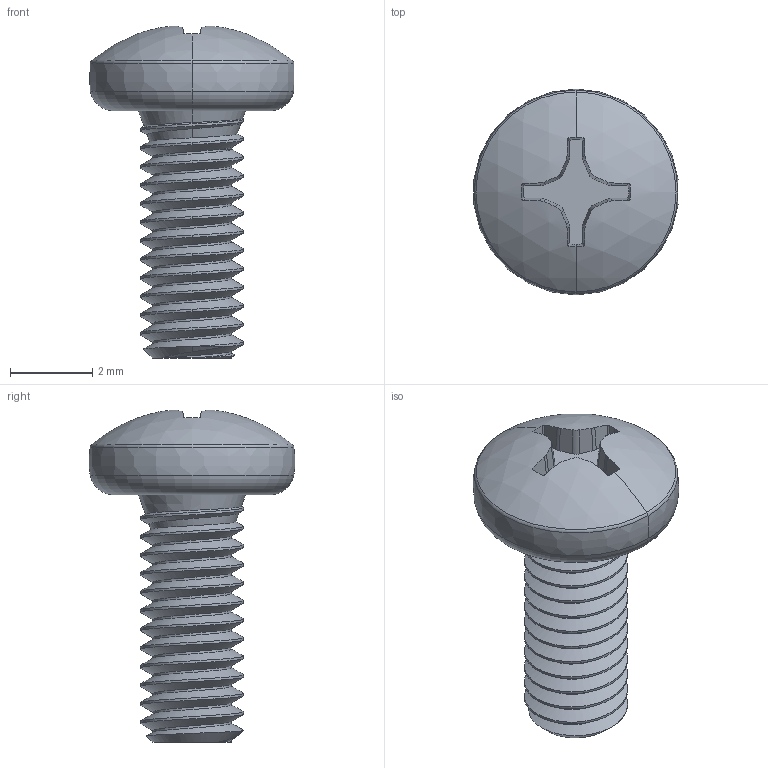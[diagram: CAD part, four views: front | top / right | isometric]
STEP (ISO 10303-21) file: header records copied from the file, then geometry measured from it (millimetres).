
FILE_DESCRIPTION (( 'STEP AP203' ), '1' );
FILE_NAME ('92000A104_Passivated 18-8 Stainless Steel Pan Head Phillips Screws.STEP', '2022-12-02T17:26:24', ( 'Administrator' ), ( 'Managed by Terraform' ), 'SwSTEP 2.0', 'SolidWorks 2017', '' );
FILE_SCHEMA (( 'CONFIG_CONTROL_DESIGN' ));
Length unit declared in the file: millimetre
Products named in the file (1): 92000A104_Passivated 18-8 Stainless Steel Pan Head Phillips Screws
Bounding box: 4.96 x 4.99 x 8.06 mm (x, y, z)
Volume: 53.3 mm3; surface area: 128.3 mm2
Topology: 1 solids, 1 shells, 96 faces, 262 edges, 169 vertices
Faces by surface type: cylinder 38, plane 19, bspline 17, cone 14, torus 6, sphere 2
Entity records: 5220 total; most frequent: CARTESIAN_POINT 3066, ORIENTED_EDGE 524, DIRECTION 344, EDGE_CURVE 262, VERTEX_POINT 169, AXIS2_PLACEMENT_3D 132, EDGE_LOOP 97, ADVANCED_FACE 96
